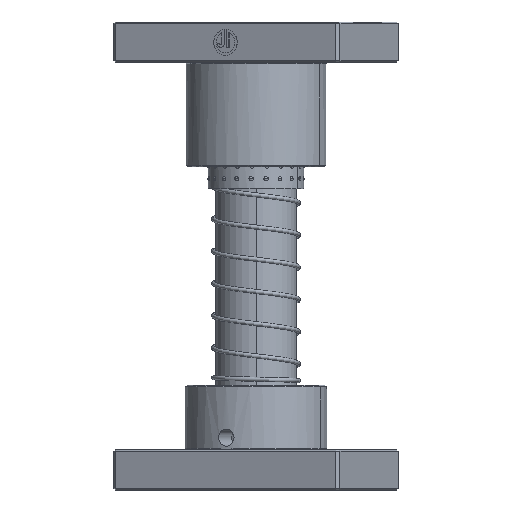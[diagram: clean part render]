
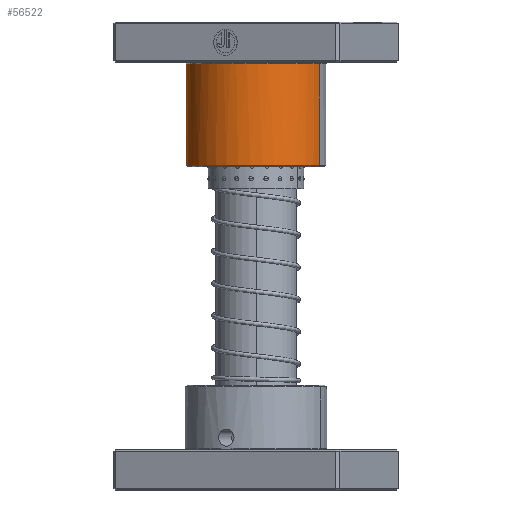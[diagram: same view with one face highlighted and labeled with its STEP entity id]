
A CAD part, left-side view. The second image highlights one B-rep face of the part: STEP entity #56522.
In plain terms, the highlighted cylindrical face has radius 43.5 mm (diameter 87 mm), a partial arc.
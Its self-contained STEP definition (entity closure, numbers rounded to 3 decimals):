
#2389 = AXIS2_PLACEMENT_3D ( 'NONE', #10079, #21245, #41256 ) ;
#2426 = ORIENTED_EDGE ( 'NONE', *, *, #52824, .F. ) ;
#2780 = AXIS2_PLACEMENT_3D ( 'NONE', #5024, #20740, #46715 ) ;
#2826 = EDGE_CURVE ( 'NONE', #58631, #5099, #9566, .T. ) ;
#4917 = DIRECTION ( 'NONE',  ( 0., 0., -1. ) ) ;
#5024 = CARTESIAN_POINT ( 'NONE',  ( 0., 0., 90. ) ) ;
#5099 = VERTEX_POINT ( 'NONE', #15727 ) ;
#5106 = B_SPLINE_CURVE_WITH_KNOTS ( 'NONE', 3,
 ( #16437, #37829, #11867, #48369, #17122, #53639, #22362, #58923, #27587, #64198 ),
 .UNSPECIFIED., .F., .F.,
 ( 4, 2, 2, 2, 4 ),
 ( 0., 0.003, 0.007, 0.01, 0.013 ),
 .UNSPECIFIED. ) ;
#6309 = VERTEX_POINT ( 'NONE', #14787 ) ;
#7920 = ORIENTED_EDGE ( 'NONE', *, *, #46342, .T. ) ;
#8895 = CARTESIAN_POINT ( 'NONE',  ( 43.5, 0., 90. ) ) ;
#9566 = CIRCLE ( 'NONE', #2389, 43.5 ) ;
#10079 = CARTESIAN_POINT ( 'NONE',  ( 0., 0., 26. ) ) ;
#10755 = CARTESIAN_POINT ( 'NONE',  ( -43.5, 0., 90. ) ) ;
#10799 = CARTESIAN_POINT ( 'NONE',  ( 43.5, 0., 89. ) ) ;
#11867 = CARTESIAN_POINT ( 'NONE',  ( 4.343, 43.296, 25.961 ) ) ;
#14660 = ORIENTED_EDGE ( 'NONE', *, *, #49699, .T. ) ;
#14787 = CARTESIAN_POINT ( 'NONE',  ( -43.5, 0., 89. ) ) ;
#15727 = CARTESIAN_POINT ( 'NONE',  ( 6.503, 43.011, 26. ) ) ;
#16000 = DIRECTION ( 'NONE',  ( 0., 0., -1. ) ) ;
#16437 = CARTESIAN_POINT ( 'NONE',  ( 6.503, 43.011, 26. ) ) ;
#17122 = CARTESIAN_POINT ( 'NONE',  ( 1.096, 43.5, 25.866 ) ) ;
#19986 = CYLINDRICAL_SURFACE ( 'NONE', #2780, 43.5 ) ;
#20740 = DIRECTION ( 'NONE',  ( 0., 0., -1. ) ) ;
#21245 = DIRECTION ( 'NONE',  ( 0., 0., 1. ) ) ;
#21752 = VERTEX_POINT ( 'NONE', #10799 ) ;
#22362 = CARTESIAN_POINT ( 'NONE',  ( -2.161, 43.46, 25.893 ) ) ;
#23932 = ORIENTED_EDGE ( 'NONE', *, *, #2826, .T. ) ;
#24032 = ORIENTED_EDGE ( 'NONE', *, *, #25302, .T. ) ;
#25302 = EDGE_CURVE ( 'NONE', #21752, #58631, #53865, .T. ) ;
#25339 = LINE ( 'NONE', #10755, #53106 ) ;
#26081 = VECTOR ( 'NONE', #45130, 1000. ) ;
#27587 = CARTESIAN_POINT ( 'NONE',  ( -5.423, 43.174, 26. ) ) ;
#30676 = CARTESIAN_POINT ( 'NONE',  ( -6.503, 43.011, 26. ) ) ;
#30774 = VERTEX_POINT ( 'NONE', #30676 ) ;
#31047 = CARTESIAN_POINT ( 'NONE',  ( 0., 0., 26. ) ) ;
#31693 = CIRCLE ( 'NONE', #58472, 43.5 ) ;
#31904 = ORIENTED_EDGE ( 'NONE', *, *, #33562, .T. ) ;
#33562 = EDGE_CURVE ( 'NONE', #30774, #54846, #31693, .T. ) ;
#36093 = CARTESIAN_POINT ( 'NONE',  ( 0., 0., 89. ) ) ;
#36266 = DIRECTION ( 'NONE',  ( 1., 0., 0. ) ) ;
#37829 = CARTESIAN_POINT ( 'NONE',  ( 5.424, 43.174, 26. ) ) ;
#38531 = EDGE_LOOP ( 'NONE', ( #7920, #24032, #23932, #14660, #31904, #2426 ) ) ;
#41256 = DIRECTION ( 'NONE',  ( 1., 0., 0. ) ) ;
#41306 = DIRECTION ( 'NONE',  ( 1., 0., 0. ) ) ;
#41359 = AXIS2_PLACEMENT_3D ( 'NONE', #36093, #4917, #41306 ) ;
#45130 = DIRECTION ( 'NONE',  ( 0., 0., -1. ) ) ;
#46342 = EDGE_CURVE ( 'NONE', #6309, #21752, #51182, .T. ) ;
#46715 = DIRECTION ( 'NONE',  ( -1., 0., 0. ) ) ;
#47732 = FACE_OUTER_BOUND ( 'NONE', #38531, .T. ) ;
#48369 = CARTESIAN_POINT ( 'NONE',  ( 2.18, 43.459, 25.893 ) ) ;
#49699 = EDGE_CURVE ( 'NONE', #5099, #30774, #5106, .T. ) ;
#50218 = CARTESIAN_POINT ( 'NONE',  ( 43.5, 0., 26. ) ) ;
#51182 = CIRCLE ( 'NONE', #41359, 43.5 ) ;
#52824 = EDGE_CURVE ( 'NONE', #6309, #54846, #25339, .T. ) ;
#53106 = VECTOR ( 'NONE', #16000, 1000. ) ;
#53639 = CARTESIAN_POINT ( 'NONE',  ( -1.074, 43.5, 25.866 ) ) ;
#53865 = LINE ( 'NONE', #8895, #26081 ) ;
#54846 = VERTEX_POINT ( 'NONE', #61579 ) ;
#56522 = ADVANCED_FACE ( 'NONE', ( #47732 ), #19986, .T. ) ;
#58472 = AXIS2_PLACEMENT_3D ( 'NONE', #31047, #67651, #36266 ) ;
#58631 = VERTEX_POINT ( 'NONE', #50218 ) ;
#58923 = CARTESIAN_POINT ( 'NONE',  ( -4.338, 43.297, 25.961 ) ) ;
#61579 = CARTESIAN_POINT ( 'NONE',  ( -43.5, 0., 26. ) ) ;
#64198 = CARTESIAN_POINT ( 'NONE',  ( -6.503, 43.011, 26. ) ) ;
#67651 = DIRECTION ( 'NONE',  ( 0., 0., 1. ) ) ;
